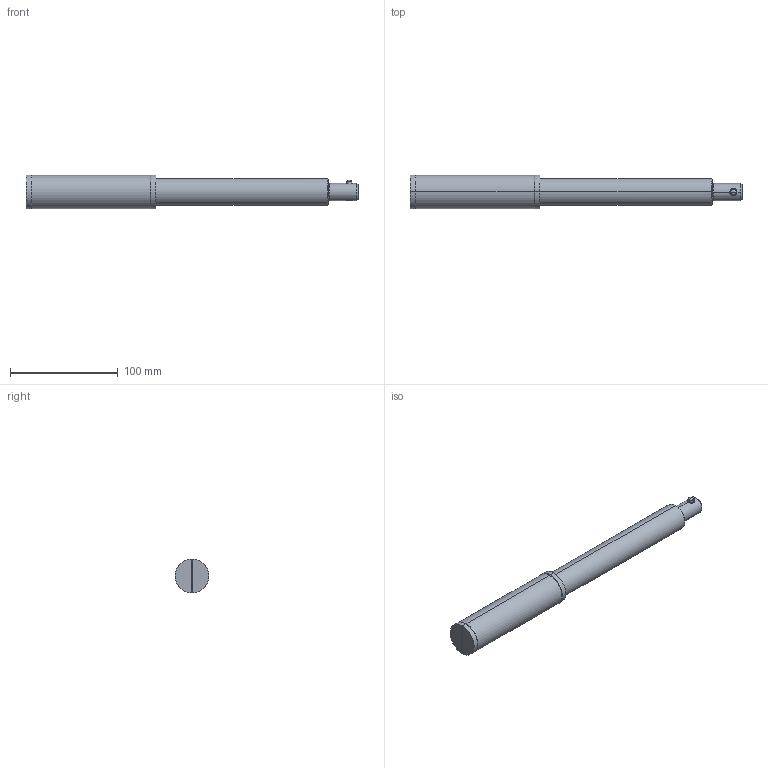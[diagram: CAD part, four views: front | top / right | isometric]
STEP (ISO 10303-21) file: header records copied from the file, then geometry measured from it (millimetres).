
FILE_DESCRIPTION(('HOOPS Exchange Step'),'2;1');
FILE_NAME('export-18A8351B-8C75-436E-B312-FB2EC6E699A6.stp','2023-01-21T15:16:47+01:00',('Engineering'),('Alibre'),'HOOPS Exchange 2021.0','Alibre','Unknown authorisation');
FILE_SCHEMA( ('AP242_MANAGED_MODEL_BASED_3D_ENGINEERING_MIM_LF {1 0 10303 442 1 1 4 }') );
Length unit declared in the file: millimetre
Products named in the file (1): 6218 Grip bar G-A, for use with freewheel wrench head A-FLS
Bounding box: 307.6 x 31.4 x 31.4 mm (x, y, z)
Volume: 93928.2 mm3; surface area: 49349.8 mm2
Topology: 1 solids, 3 shells, 284 faces, 909 edges, 554 vertices
Faces by surface type: plane 118, cone 98, cylinder 54, torus 12, sphere 2
Entity records: 11117 total; most frequent: CARTESIAN_POINT 2531, ORIENTED_EDGE 1814, DIRECTION 1806, EDGE_CURVE 907, AXIS2_PLACEMENT_3D 729, VERTEX_POINT 554, CIRCLE 443, VECTOR 348
